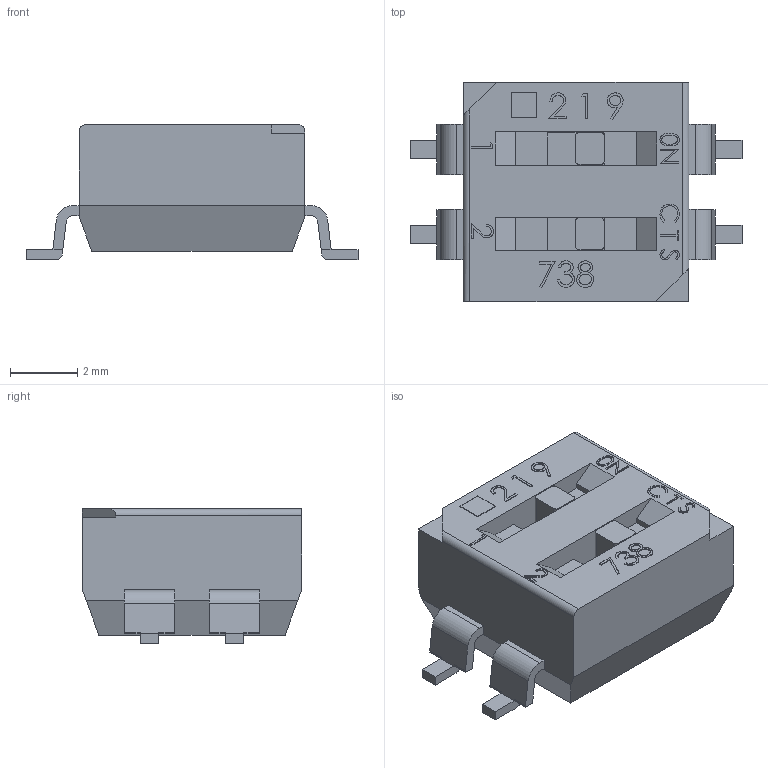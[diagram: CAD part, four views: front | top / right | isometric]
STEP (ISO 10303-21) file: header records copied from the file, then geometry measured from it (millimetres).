
FILE_DESCRIPTION(('FreeCAD Model'),'2;1');
FILE_NAME('219-2LPST.step','2019-07-12T15:36:59',('kicad StepUp'),( 'ksu MCAD'),'Open CASCADE STEP processor 7.3','FreeCAD','Unknown');
FILE_SCHEMA(('AUTOMOTIVE_DESIGN { 1 0 10303 214 1 1 1 1 }'));
Length unit declared in the file: millimetre
Products named in the file (1): 219-2LPST
Bounding box: 9.91 x 6.55 x 4.05 mm (x, y, z)
Volume: 158.2 mm3; surface area: 230.5 mm2
Topology: 1 solids, 1 shells, 295 faces, 803 edges, 534 vertices
Faces by surface type: plane 188, bspline 85, cylinder 22
Entity records: 13906 total; most frequent: CARTESIAN_POINT 6972, ORIENTED_EDGE 1606, DIRECTION 1095, EDGE_CURVE 803, LINE 589, VECTOR 589, VERTEX_POINT 534, FACE_BOUND 319
